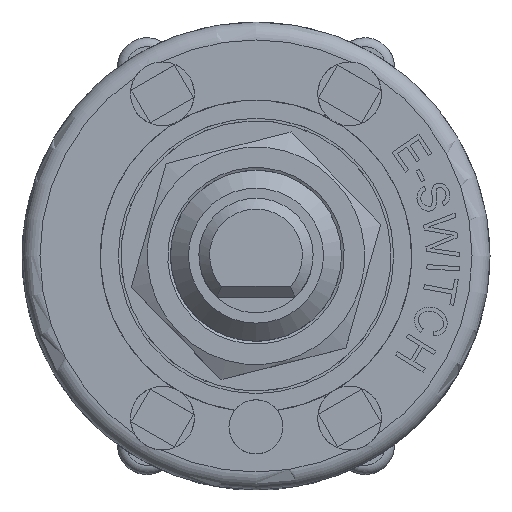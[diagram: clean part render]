
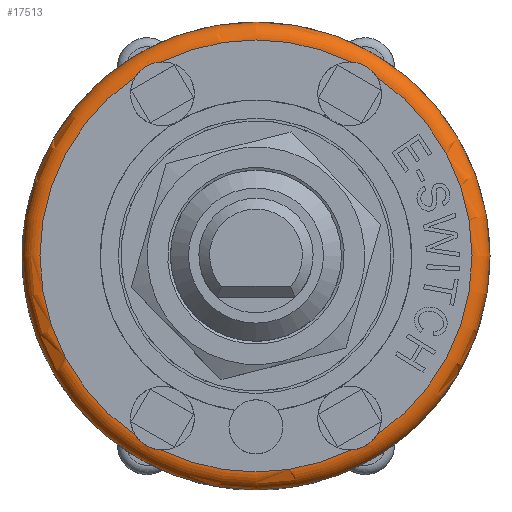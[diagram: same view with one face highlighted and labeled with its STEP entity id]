
A CAD part, top view. The second image highlights one B-rep face of the part: STEP entity #17513.
In plain terms, the highlighted toroidal (fillet/blend) face has major radius 12 mm and minor radius 1 mm.
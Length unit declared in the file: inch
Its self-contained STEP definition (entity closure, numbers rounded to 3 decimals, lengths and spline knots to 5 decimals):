
#26=TOROIDAL_SURFACE('',#18590,0.47244,0.03937);
#679=B_SPLINE_CURVE_WITH_KNOTS('',3,(#30036,#30037,#30038,#30039,#30040,
#30041,#30042,#30043,#30044,#30045,#30046,#30047),.UNSPECIFIED.,.F.,.F.,
(4,2,2,2,2,4),(-0.26924,-0.24463,-0.21597,
-0.19207,-0.16451,-0.13568),.UNSPECIFIED.);
#680=B_SPLINE_CURVE_WITH_KNOTS('',3,(#30059,#30060,#30061,#30062,#30063,
#30064,#30065,#30066,#30067,#30068,#30069,#30070),.UNSPECIFIED.,.F.,.F.,
(4,2,2,2,2,4),(-0.26924,-0.24463,-0.21597,
-0.19207,-0.16451,-0.13568),.UNSPECIFIED.);
#681=B_SPLINE_CURVE_WITH_KNOTS('',3,(#30087,#30088,#30089,#30090,#30091,
#30092,#30093,#30094,#30095,#30096,#30097,#30098),.UNSPECIFIED.,.F.,.F.,
(4,2,2,2,2,4),(-0.26924,-0.24463,-0.21597,
-0.19207,-0.16451,-0.13568),.UNSPECIFIED.);
#682=B_SPLINE_CURVE_WITH_KNOTS('',3,(#30120,#30121,#30122,#30123,#30124,
#30125,#30126,#30127,#30128,#30129,#30130,#30131),.UNSPECIFIED.,.F.,.F.,
(4,2,2,2,2,4),(-0.26924,-0.24463,-0.21597,
-0.19207,-0.16451,-0.13568),.UNSPECIFIED.);
#965=CIRCLE('',#18543,0.51181);
#992=CIRCLE('',#18591,0.03937);
#993=CIRCLE('',#18592,0.47244);
#994=CIRCLE('',#18593,0.47244);
#995=CIRCLE('',#18594,0.47244);
#996=CIRCLE('',#18595,0.47244);
#997=CIRCLE('',#18596,0.47244);
#2027=FACE_OUTER_BOUND('',#3052,.T.);
#3052=EDGE_LOOP('',(#15709,#15710,#15711,#15712,#15713,#15714,#15715,#15716,
#15717,#15718,#15719,#15720));
#8384=VERTEX_POINT('',#29998);
#8392=VERTEX_POINT('',#30034);
#8393=VERTEX_POINT('',#30035);
#8396=VERTEX_POINT('',#30057);
#8397=VERTEX_POINT('',#30058);
#8402=VERTEX_POINT('',#30085);
#8403=VERTEX_POINT('',#30086);
#8410=VERTEX_POINT('',#30118);
#8411=VERTEX_POINT('',#30119);
#8414=VERTEX_POINT('',#30141);
#10861=EDGE_CURVE('',#8384,#8384,#965,.T.);
#10879=EDGE_CURVE('',#8392,#8393,#679,.T.);
#10885=EDGE_CURVE('',#8396,#8397,#680,.T.);
#10893=EDGE_CURVE('',#8402,#8403,#681,.T.);
#10903=EDGE_CURVE('',#8410,#8411,#682,.T.);
#10909=EDGE_CURVE('',#8384,#8414,#992,.T.);
#10910=EDGE_CURVE('',#8414,#8402,#993,.T.);
#10911=EDGE_CURVE('',#8403,#8396,#994,.T.);
#10912=EDGE_CURVE('',#8397,#8392,#995,.T.);
#10913=EDGE_CURVE('',#8393,#8410,#996,.T.);
#10914=EDGE_CURVE('',#8411,#8414,#997,.T.);
#15709=ORIENTED_EDGE('',*,*,#10861,.T.);
#15710=ORIENTED_EDGE('',*,*,#10909,.T.);
#15711=ORIENTED_EDGE('',*,*,#10910,.T.);
#15712=ORIENTED_EDGE('',*,*,#10893,.T.);
#15713=ORIENTED_EDGE('',*,*,#10911,.T.);
#15714=ORIENTED_EDGE('',*,*,#10885,.T.);
#15715=ORIENTED_EDGE('',*,*,#10912,.T.);
#15716=ORIENTED_EDGE('',*,*,#10879,.T.);
#15717=ORIENTED_EDGE('',*,*,#10913,.T.);
#15718=ORIENTED_EDGE('',*,*,#10903,.T.);
#15719=ORIENTED_EDGE('',*,*,#10914,.T.);
#15720=ORIENTED_EDGE('',*,*,#10909,.F.);
#17513=ADVANCED_FACE('',(#2027),#26,.T.);
#18543=AXIS2_PLACEMENT_3D('',#29999,#22381,#22382);
#18590=AXIS2_PLACEMENT_3D('',#30140,#22492,#22493);
#18591=AXIS2_PLACEMENT_3D('',#30142,#22494,#22495);
#18592=AXIS2_PLACEMENT_3D('',#30143,#22496,#22497);
#18593=AXIS2_PLACEMENT_3D('',#30144,#22498,#22499);
#18594=AXIS2_PLACEMENT_3D('',#30145,#22500,#22501);
#18595=AXIS2_PLACEMENT_3D('',#30146,#22502,#22503);
#18596=AXIS2_PLACEMENT_3D('',#30147,#22504,#22505);
#22381=DIRECTION('center_axis',(0.,0.,1.));
#22382=DIRECTION('ref_axis',(-1.,0.,0.));
#22492=DIRECTION('center_axis',(0.,0.,-1.));
#22493=DIRECTION('ref_axis',(-1.,0.,0.));
#22494=DIRECTION('center_axis',(0.,-1.,0.));
#22495=DIRECTION('ref_axis',(1.,0.,0.));
#22496=DIRECTION('center_axis',(0.,0.,-1.));
#22497=DIRECTION('ref_axis',(-1.,0.,0.));
#22498=DIRECTION('center_axis',(0.,0.,-1.));
#22499=DIRECTION('ref_axis',(-1.,0.,0.));
#22500=DIRECTION('center_axis',(0.,0.,-1.));
#22501=DIRECTION('ref_axis',(-1.,0.,0.));
#22502=DIRECTION('center_axis',(0.,0.,-1.));
#22503=DIRECTION('ref_axis',(-1.,0.,0.));
#22504=DIRECTION('center_axis',(0.,0.,-1.));
#22505=DIRECTION('ref_axis',(-1.,0.,0.));
#29998=CARTESIAN_POINT('',(0.51181,0.,0.37402));
#29999=CARTESIAN_POINT('Origin',(0.,0.,0.37402));
#30034=CARTESIAN_POINT('',(-0.26379,0.39194,0.41339));
#30035=CARTESIAN_POINT('',(-0.20753,0.42442,0.41339));
#30036=CARTESIAN_POINT('Ctrl Pts',(-0.26379,0.39194,
0.41339));
#30037=CARTESIAN_POINT('Ctrl Pts',(-0.26165,0.39532,
0.41339));
#30038=CARTESIAN_POINT('Ctrl Pts',(-0.25918,0.39859,
0.41329));
#30039=CARTESIAN_POINT('Ctrl Pts',(-0.25306,0.40529,
0.41304));
#30040=CARTESIAN_POINT('Ctrl Pts',(-0.2494,0.40855,
0.4129));
#30041=CARTESIAN_POINT('Ctrl Pts',(-0.24211,0.41377,
0.41277));
#30042=CARTESIAN_POINT('Ctrl Pts',(-0.2386,0.41585,
0.41276));
#30043=CARTESIAN_POINT('Ctrl Pts',(-0.23069,0.41964,
0.41286));
#30044=CARTESIAN_POINT('Ctrl Pts',(-0.22626,0.42124,
0.41299));
#30045=CARTESIAN_POINT('Ctrl Pts',(-0.21694,0.42357,
0.41325));
#30046=CARTESIAN_POINT('Ctrl Pts',(-0.21219,0.42423,
0.41339));
#30047=CARTESIAN_POINT('Ctrl Pts',(-0.20753,0.42442,
0.41339));
#30057=CARTESIAN_POINT('',(-0.20753,-0.42442,0.41339));
#30058=CARTESIAN_POINT('',(-0.26379,-0.39194,0.41339));
#30059=CARTESIAN_POINT('Ctrl Pts',(-0.20753,-0.42442,
0.41339));
#30060=CARTESIAN_POINT('Ctrl Pts',(-0.21153,-0.42426,
0.41339));
#30061=CARTESIAN_POINT('Ctrl Pts',(-0.2156,-0.42375,
0.41329));
#30062=CARTESIAN_POINT('Ctrl Pts',(-0.22446,-0.42181,
0.41304));
#30063=CARTESIAN_POINT('Ctrl Pts',(-0.22911,-0.42026,
0.4129));
#30064=CARTESIAN_POINT('Ctrl Pts',(-0.23728,-0.41656,
0.41277));
#30065=CARTESIAN_POINT('Ctrl Pts',(-0.24084,-0.41456,
0.41276));
#30066=CARTESIAN_POINT('Ctrl Pts',(-0.24808,-0.4096,
0.41286));
#30067=CARTESIAN_POINT('Ctrl Pts',(-0.25168,-0.40656,
0.41299));
#30068=CARTESIAN_POINT('Ctrl Pts',(-0.25836,-0.39966,
0.41325));
#30069=CARTESIAN_POINT('Ctrl Pts',(-0.2613,-0.39588,
0.41339));
#30070=CARTESIAN_POINT('Ctrl Pts',(-0.26379,-0.39194,
0.41339));
#30085=CARTESIAN_POINT('',(0.26379,-0.39194,0.41339));
#30086=CARTESIAN_POINT('',(0.20753,-0.42442,0.41339));
#30087=CARTESIAN_POINT('Ctrl Pts',(0.26379,-0.39194,
0.41339));
#30088=CARTESIAN_POINT('Ctrl Pts',(0.26165,-0.39532,
0.41339));
#30089=CARTESIAN_POINT('Ctrl Pts',(0.25918,-0.39859,
0.41329));
#30090=CARTESIAN_POINT('Ctrl Pts',(0.25306,-0.40529,
0.41304));
#30091=CARTESIAN_POINT('Ctrl Pts',(0.2494,-0.40855,
0.4129));
#30092=CARTESIAN_POINT('Ctrl Pts',(0.24211,-0.41377,
0.41277));
#30093=CARTESIAN_POINT('Ctrl Pts',(0.2386,-0.41585,
0.41276));
#30094=CARTESIAN_POINT('Ctrl Pts',(0.23069,-0.41964,
0.41286));
#30095=CARTESIAN_POINT('Ctrl Pts',(0.22626,-0.42124,
0.41299));
#30096=CARTESIAN_POINT('Ctrl Pts',(0.21694,-0.42357,
0.41325));
#30097=CARTESIAN_POINT('Ctrl Pts',(0.21219,-0.42423,
0.41339));
#30098=CARTESIAN_POINT('Ctrl Pts',(0.20753,-0.42442,
0.41339));
#30118=CARTESIAN_POINT('',(0.20753,0.42442,0.41339));
#30119=CARTESIAN_POINT('',(0.26379,0.39194,0.41339));
#30120=CARTESIAN_POINT('Ctrl Pts',(0.20753,0.42442,0.41339));
#30121=CARTESIAN_POINT('Ctrl Pts',(0.21153,0.42426,
0.41339));
#30122=CARTESIAN_POINT('Ctrl Pts',(0.2156,0.42375,
0.41329));
#30123=CARTESIAN_POINT('Ctrl Pts',(0.22446,0.42181,0.41304));
#30124=CARTESIAN_POINT('Ctrl Pts',(0.22911,0.42026,
0.4129));
#30125=CARTESIAN_POINT('Ctrl Pts',(0.23728,0.41656,0.41277));
#30126=CARTESIAN_POINT('Ctrl Pts',(0.24084,0.41456,
0.41276));
#30127=CARTESIAN_POINT('Ctrl Pts',(0.24808,0.4096,
0.41286));
#30128=CARTESIAN_POINT('Ctrl Pts',(0.25168,0.40656,
0.41299));
#30129=CARTESIAN_POINT('Ctrl Pts',(0.25836,0.39966,
0.41325));
#30130=CARTESIAN_POINT('Ctrl Pts',(0.2613,0.39588,
0.41339));
#30131=CARTESIAN_POINT('Ctrl Pts',(0.26379,0.39194,
0.41339));
#30140=CARTESIAN_POINT('Origin',(0.,0.,0.37402));
#30141=CARTESIAN_POINT('',(0.47244,0.,0.41339));
#30142=CARTESIAN_POINT('Origin',(0.47244,0.,
0.37402));
#30143=CARTESIAN_POINT('Origin',(0.,0.,0.41339));
#30144=CARTESIAN_POINT('Origin',(0.,0.,0.41339));
#30145=CARTESIAN_POINT('Origin',(0.,0.,0.41339));
#30146=CARTESIAN_POINT('Origin',(0.,0.,0.41339));
#30147=CARTESIAN_POINT('Origin',(0.,0.,0.41339));
